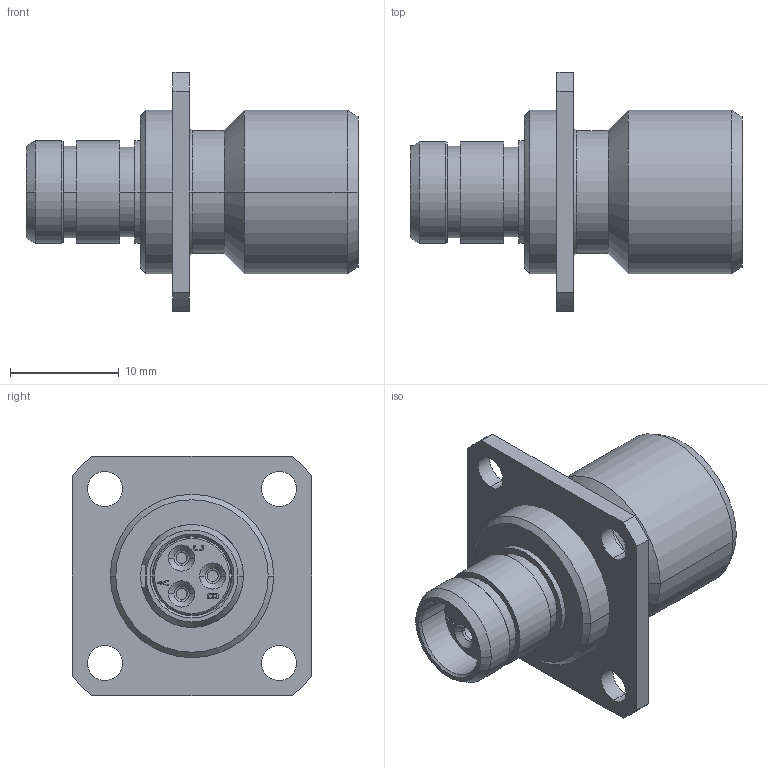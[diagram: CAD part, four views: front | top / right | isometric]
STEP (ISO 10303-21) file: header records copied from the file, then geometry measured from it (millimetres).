
FILE_DESCRIPTION((''),'2;1');
FILE_NAME('1332ER003FS','2024-07-24T13:30:34',('paultorloting'),('NET AG system integration'),'CREO PARAMETRIC BY PTC INC, 2021404','CREO PARAMETRIC BY PTC INC, 2021404','');
FILE_SCHEMA(('AUTOMOTIVE_DESIGN { 1 0 10303 214 1 1 1 1 }'));
Length unit declared in the file: millimetre
Products named in the file (1): 1332ER003FS
Bounding box: 30.5 x 22 x 22 mm (x, y, z)
Volume: 2949 mm3; surface area: 4456.7 mm2
Topology: 1 solids, 1 shells, 577 faces, 1488 edges, 951 vertices
Faces by surface type: plane 338, cylinder 135, cone 45, torus 35, bspline 24
Entity records: 24577 total; most frequent: CARTESIAN_POINT 6129, ORIENTED_EDGE 2964, DIRECTION 2927, EDGE_CURVE 1482, AXIS2_PLACEMENT_3D 991, VERTEX_POINT 951, VECTOR 942, LINE 942
